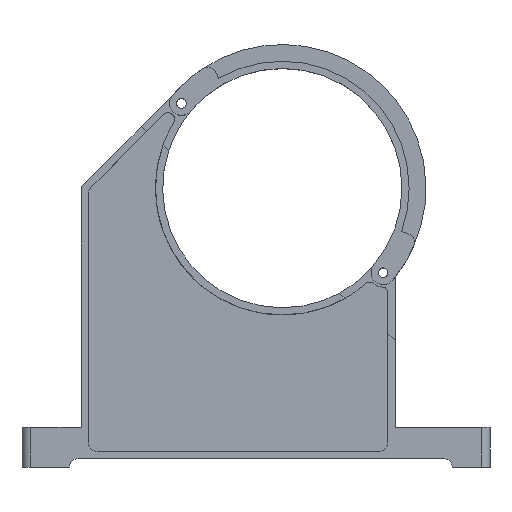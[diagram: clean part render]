
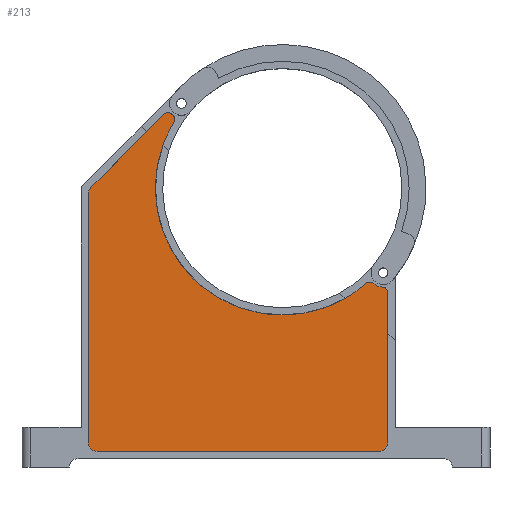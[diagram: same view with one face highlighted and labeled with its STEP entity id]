
A CAD part, top view. The second image highlights one B-rep face of the part: STEP entity #213.
In plain terms, the highlighted planar face has unit normal (0, 0, 1).
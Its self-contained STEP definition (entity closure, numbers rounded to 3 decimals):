
#213 = ADVANCED_FACE( '', ( #481 ), #482, .T. );
#481 = FACE_OUTER_BOUND( '', #797, .T. );
#482 = PLANE( '', #798 );
#797 = EDGE_LOOP( '', ( #1433, #1434, #1435, #1436, #1437, #1438, #1439, #1440, #1441, #1442, #1443, #1444, #1445, #1446 ) );
#798 = AXIS2_PLACEMENT_3D( '', #1447, #1448, #1449 );
#1433 = ORIENTED_EDGE( '', *, *, #2196, .T. );
#1434 = ORIENTED_EDGE( '', *, *, #2197, .T. );
#1435 = ORIENTED_EDGE( '', *, *, #2198, .T. );
#1436 = ORIENTED_EDGE( '', *, *, #2199, .T. );
#1437 = ORIENTED_EDGE( '', *, *, #2200, .T. );
#1438 = ORIENTED_EDGE( '', *, *, #2201, .T. );
#1439 = ORIENTED_EDGE( '', *, *, #2202, .T. );
#1440 = ORIENTED_EDGE( '', *, *, #2203, .F. );
#1441 = ORIENTED_EDGE( '', *, *, #2204, .T. );
#1442 = ORIENTED_EDGE( '', *, *, #2205, .F. );
#1443 = ORIENTED_EDGE( '', *, *, #2075, .T. );
#1444 = ORIENTED_EDGE( '', *, *, #2206, .F. );
#1445 = ORIENTED_EDGE( '', *, *, #2207, .T. );
#1446 = ORIENTED_EDGE( '', *, *, #2208, .T. );
#1447 = CARTESIAN_POINT( '', ( -69.65, -2.034, 3.3 ) );
#1448 = DIRECTION( '', ( 0., 0., 1. ) );
#1449 = DIRECTION( '', ( 1., 0., 0. ) );
#2075 = EDGE_CURVE( '', #2571, #2569, #2572, .T. );
#2196 = EDGE_CURVE( '', #2744, #2745, #2746, .T. );
#2197 = EDGE_CURVE( '', #2745, #2747, #2748, .T. );
#2198 = EDGE_CURVE( '', #2747, #2749, #2750, .T. );
#2199 = EDGE_CURVE( '', #2749, #2751, #2752, .T. );
#2200 = EDGE_CURVE( '', #2751, #2753, #2754, .T. );
#2201 = EDGE_CURVE( '', #2753, #2755, #2756, .T. );
#2202 = EDGE_CURVE( '', #2755, #2757, #2758, .T. );
#2203 = EDGE_CURVE( '', #2759, #2757, #2760, .T. );
#2204 = EDGE_CURVE( '', #2759, #2761, #2762, .T. );
#2205 = EDGE_CURVE( '', #2571, #2761, #2763, .T. );
#2206 = EDGE_CURVE( '', #2764, #2569, #2765, .T. );
#2207 = EDGE_CURVE( '', #2764, #2766, #2767, .T. );
#2208 = EDGE_CURVE( '', #2766, #2744, #2768, .T. );
#2569 = VERTEX_POINT( '', #3212 );
#2571 = VERTEX_POINT( '', #3215 );
#2572 = CIRCLE( '', #3216, 2.2 );
#2744 = VERTEX_POINT( '', #3449 );
#2745 = VERTEX_POINT( '', #3450 );
#2746 = CIRCLE( '', #3451, 3.3 );
#2747 = VERTEX_POINT( '', #3452 );
#2748 = LINE( '', #3453, #3454 );
#2749 = VERTEX_POINT( '', #3455 );
#2750 = CIRCLE( '', #3456, 3.3 );
#2751 = VERTEX_POINT( '', #3457 );
#2752 = LINE( '', #3458, #3459 );
#2753 = VERTEX_POINT( '', #3460 );
#2754 = CIRCLE( '', #3461, 3.3 );
#2755 = VERTEX_POINT( '', #3462 );
#2756 = LINE( '', #3463, #3464 );
#2757 = VERTEX_POINT( '', #3465 );
#2758 = CIRCLE( '', #3466, 2.2 );
#2759 = VERTEX_POINT( '', #3467 );
#2760 = CIRCLE( '', #3468, 5.4 );
#2761 = VERTEX_POINT( '', #3469 );
#2762 = CIRCLE( '', #3470, 2.2 );
#2763 = CIRCLE( '', #3471, 47.7 );
#2764 = VERTEX_POINT( '', #3472 );
#2765 = CIRCLE( '', #3473, 5.4 );
#2766 = VERTEX_POINT( '', #3474 );
#2767 = CIRCLE( '', #3475, 2.2 );
#2768 = LINE( '', #3476, #3477 );
#3212 = CARTESIAN_POINT( '', ( -41.29, 27.599, 3.3 ) );
#3215 = CARTESIAN_POINT( '', ( -40.783, 24.74, 3.3 ) );
#3216 = AXIS2_PLACEMENT_3D( '', #3874, #3875, #3876 );
#3449 = CARTESIAN_POINT( '', ( -71.983, 0.299, 3.3 ) );
#3450 = CARTESIAN_POINT( '', ( -72.95, -2.034, 3.3 ) );
#3451 = AXIS2_PLACEMENT_3D( '', #4037, #4038, #4039 );
#3452 = CARTESIAN_POINT( '', ( -72.95, -95.7, 3.3 ) );
#3453 = CARTESIAN_POINT( '', ( -72.95, -2.034, 3.3 ) );
#3454 = VECTOR( '', #4040, 1000. );
#3455 = CARTESIAN_POINT( '', ( -69.65, -99., 3.3 ) );
#3456 = AXIS2_PLACEMENT_3D( '', #4041, #4042, #4043 );
#3457 = CARTESIAN_POINT( '', ( 36.419, -99., 3.3 ) );
#3458 = CARTESIAN_POINT( '', ( -69.65, -99., 3.3 ) );
#3459 = VECTOR( '', #4044, 1000. );
#3460 = CARTESIAN_POINT( '', ( 39.719, -95.7, 3.3 ) );
#3461 = AXIS2_PLACEMENT_3D( '', #4045, #4046, #4047 );
#3462 = CARTESIAN_POINT( '', ( 39.719, -39.407, 3.3 ) );
#3463 = CARTESIAN_POINT( '', ( 39.719, -95.7, 3.3 ) );
#3464 = VECTOR( '', #4048, 1000. );
#3465 = CARTESIAN_POINT( '', ( 37.635, -37.211, 3.3 ) );
#3466 = AXIS2_PLACEMENT_3D( '', #4049, #4050, #4051 );
#3467 = CARTESIAN_POINT( '', ( 34.35, -35.87, 3.3 ) );
#3468 = AXIS2_PLACEMENT_3D( '', #4052, #4053, #4054 );
#3469 = CARTESIAN_POINT( '', ( 31.446, -35.867, 3.3 ) );
#3470 = AXIS2_PLACEMENT_3D( '', #4055, #4056, #4057 );
#3471 = AXIS2_PLACEMENT_3D( '', #4058, #4059, #4060 );
#3472 = CARTESIAN_POINT( '', ( -41.531, 27.804, 3.3 ) );
#3473 = AXIS2_PLACEMENT_3D( '', #4061, #4062, #4063 );
#3474 = CARTESIAN_POINT( '', ( -44.559, 27.724, 3.3 ) );
#3475 = AXIS2_PLACEMENT_3D( '', #4064, #4065, #4066 );
#3476 = CARTESIAN_POINT( '', ( -44.559, 27.724, 3.3 ) );
#3477 = VECTOR( '', #4067, 1000. );
#3874 = CARTESIAN_POINT( '', ( -42.664, 25.881, 3.3 ) );
#3875 = DIRECTION( '', ( 0., 0., 1. ) );
#3876 = DIRECTION( '', ( 1., 0., 0. ) );
#4037 = CARTESIAN_POINT( '', ( -69.65, -2.034, 3.3 ) );
#4038 = DIRECTION( '', ( 0., 0., 1. ) );
#4039 = DIRECTION( '', ( 1., 0., 0. ) );
#4040 = DIRECTION( '', ( 0., -1., 0. ) );
#4041 = CARTESIAN_POINT( '', ( -69.65, -95.7, 3.3 ) );
#4042 = DIRECTION( '', ( 0., 0., 1. ) );
#4043 = DIRECTION( '', ( 1., 0., 0. ) );
#4044 = DIRECTION( '', ( 1., 0., 0. ) );
#4045 = CARTESIAN_POINT( '', ( 36.419, -95.7, 3.3 ) );
#4046 = DIRECTION( '', ( 0., 0., 1. ) );
#4047 = DIRECTION( '', ( 1., 0., 0. ) );
#4048 = DIRECTION( '', ( 0., 1., 0. ) );
#4049 = CARTESIAN_POINT( '', ( 37.519, -39.407, 3.3 ) );
#4050 = DIRECTION( '', ( 0., 0., 1. ) );
#4051 = DIRECTION( '', ( 1., 0., 0. ) );
#4052 = CARTESIAN_POINT( '', ( 37.919, -31.818, 3.3 ) );
#4053 = DIRECTION( '', ( 0., 0., 1. ) );
#4054 = DIRECTION( '', ( 1., 0., 0. ) );
#4055 = CARTESIAN_POINT( '', ( 32.896, -37.521, 3.3 ) );
#4056 = DIRECTION( '', ( 0., 0., 1. ) );
#4057 = DIRECTION( '', ( 1., 0., 0. ) );
#4058 = CARTESIAN_POINT( '', ( 0., 0., 3.3 ) );
#4059 = DIRECTION( '', ( 0., 0., 1. ) );
#4060 = DIRECTION( '', ( 1., 0., 0. ) );
#4061 = CARTESIAN_POINT( '', ( -37.919, 31.818, 3.3 ) );
#4062 = DIRECTION( '', ( 0., 0., 1. ) );
#4063 = DIRECTION( '', ( 1., 0., 0. ) );
#4064 = CARTESIAN_POINT( '', ( -43.003, 26.169, 3.3 ) );
#4065 = DIRECTION( '', ( 0., 0., 1. ) );
#4066 = DIRECTION( '', ( 1., 0., 0. ) );
#4067 = DIRECTION( '', ( -0.707, -0.707, 0. ) );
